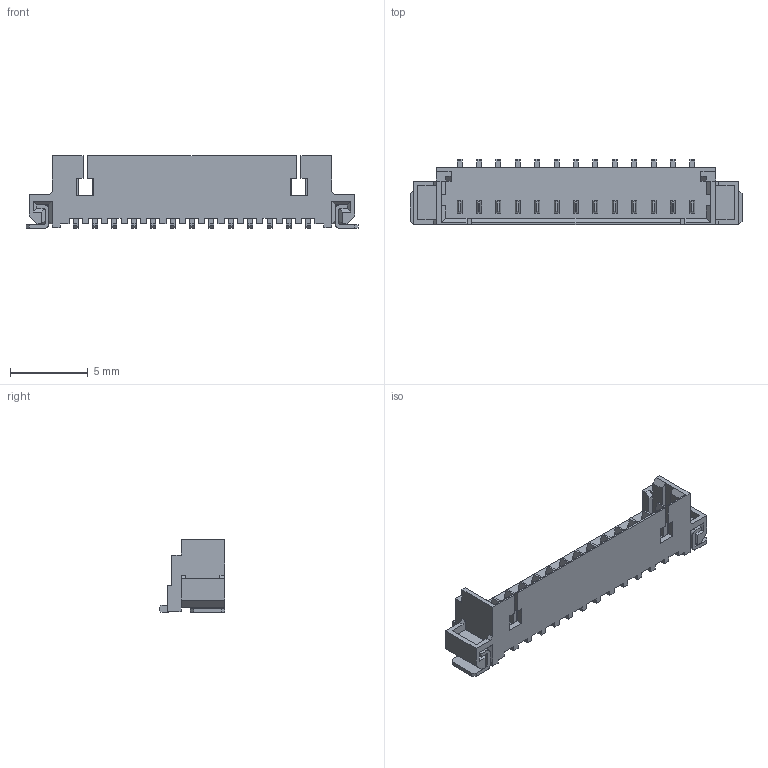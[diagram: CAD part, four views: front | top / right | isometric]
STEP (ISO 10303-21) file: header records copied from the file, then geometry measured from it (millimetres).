
FILE_DESCRIPTION (( 'STEP AP214' ), '1' );
FILE_NAME ('533981371.STEP', '2021-11-27T22:06:12', ( 'AVRASM1234' ), ( '' ), 'SwSTEP 2.0', 'SolidWorks 2017', '' );
FILE_SCHEMA (( 'AUTOMOTIVE_DESIGN' ));
Length unit declared in the file: millimetre
Products named in the file (1): 533981371
Bounding box: 21.4 x 4.2 x 4.7 mm (x, y, z)
Volume: 137.5 mm3; surface area: 638.4 mm2
Topology: 16 solids, 16 shells, 563 faces, 1515 edges, 984 vertices
Faces by surface type: plane 555, cylinder 8
Entity records: 20946 total; most frequent: CARTESIAN_POINT 3063, ORIENTED_EDGE 3030, DIRECTION 2659, EDGE_CURVE 1515, VECTOR 1499, LINE 1499, VERTEX_POINT 984, EDGE_LOOP 589
